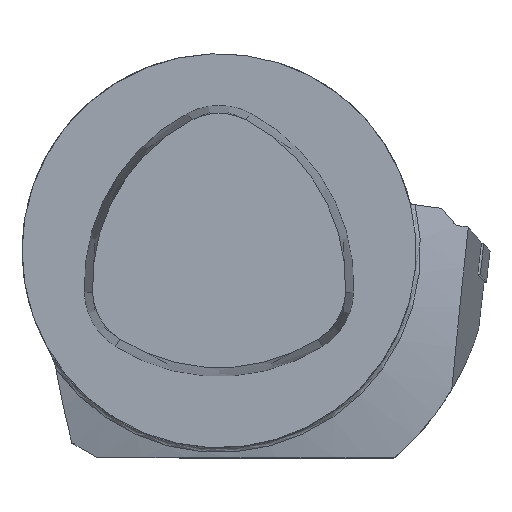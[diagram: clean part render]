
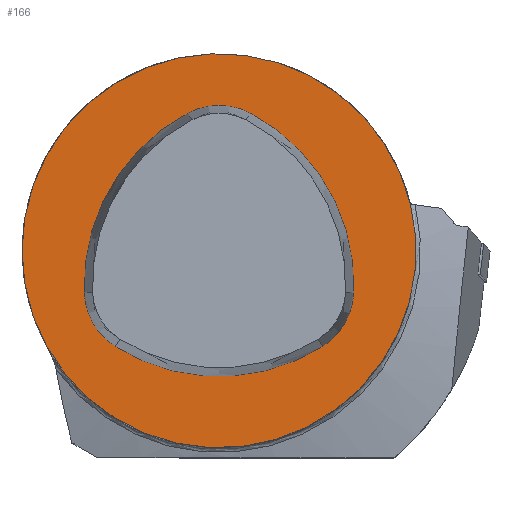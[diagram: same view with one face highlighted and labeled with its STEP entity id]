
A CAD part, top view. The second image highlights one B-rep face of the part: STEP entity #166.
In plain terms, the highlighted planar face has unit normal (0, 0, 1).
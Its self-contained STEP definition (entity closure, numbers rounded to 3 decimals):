
#112=FACE_BOUND('',#303,.T.);
#113=FACE_BOUND('',#304,.T.);
#125=CIRCLE('',#1036,40.);
#132=CIRCLE('',#1050,39.5);
#133=CIRCLE('',#1051,13.5);
#134=CIRCLE('',#1052,39.5);
#135=CIRCLE('',#1053,13.5);
#136=CIRCLE('',#1054,39.5);
#137=CIRCLE('',#1055,13.5);
#166=ADVANCED_FACE('',(#112,#113),#211,.T.);
#211=PLANE('',#1056);
#303=EDGE_LOOP('',(#462));
#304=EDGE_LOOP('',(#463,#464,#465,#466,#467,#468));
#462=ORIENTED_EDGE('',*,*,#745,.T.);
#463=ORIENTED_EDGE('',*,*,#760,.F.);
#464=ORIENTED_EDGE('',*,*,#761,.F.);
#465=ORIENTED_EDGE('',*,*,#762,.F.);
#466=ORIENTED_EDGE('',*,*,#763,.F.);
#467=ORIENTED_EDGE('',*,*,#764,.F.);
#468=ORIENTED_EDGE('',*,*,#765,.F.);
#653=VERTEX_POINT('',#1566);
#668=VERTEX_POINT('',#1599);
#669=VERTEX_POINT('',#1600);
#670=VERTEX_POINT('',#1602);
#671=VERTEX_POINT('',#1604);
#672=VERTEX_POINT('',#1606);
#673=VERTEX_POINT('',#1608);
#745=EDGE_CURVE('',#653,#653,#125,.T.);
#760=EDGE_CURVE('',#668,#669,#132,.T.);
#761=EDGE_CURVE('',#670,#668,#133,.T.);
#762=EDGE_CURVE('',#671,#670,#134,.T.);
#763=EDGE_CURVE('',#672,#671,#135,.T.);
#764=EDGE_CURVE('',#673,#672,#136,.T.);
#765=EDGE_CURVE('',#669,#673,#137,.T.);
#1036=AXIS2_PLACEMENT_3D('',#1565,#1189,#1190);
#1050=AXIS2_PLACEMENT_3D('',#1598,#1221,#1222);
#1051=AXIS2_PLACEMENT_3D('',#1601,#1223,#1224);
#1052=AXIS2_PLACEMENT_3D('',#1603,#1225,#1226);
#1053=AXIS2_PLACEMENT_3D('',#1605,#1227,#1228);
#1054=AXIS2_PLACEMENT_3D('',#1607,#1229,#1230);
#1055=AXIS2_PLACEMENT_3D('',#1609,#1231,#1232);
#1056=AXIS2_PLACEMENT_3D('',#1610,#1233,#1234);
#1189=DIRECTION('',(0.,0.,1.));
#1190=DIRECTION('',(-1.,0.,0.));
#1221=DIRECTION('',(0.,0.,1.));
#1222=DIRECTION('',(-1.,0.,0.));
#1223=DIRECTION('',(0.,0.,1.));
#1224=DIRECTION('',(-1.,0.,0.));
#1225=DIRECTION('',(0.,0.,1.));
#1226=DIRECTION('',(-1.,0.,0.));
#1227=DIRECTION('',(0.,0.,1.));
#1228=DIRECTION('',(-1.,0.,0.));
#1229=DIRECTION('',(0.,0.,1.));
#1230=DIRECTION('',(-1.,0.,0.));
#1231=DIRECTION('',(0.,0.,1.));
#1232=DIRECTION('',(-1.,0.,0.));
#1233=DIRECTION('',(0.,0.,1.));
#1234=DIRECTION('',(1.,0.,0.));
#1565=CARTESIAN_POINT('',(0.,0.,0.));
#1566=CARTESIAN_POINT('',(-40.,0.,0.));
#1598=CARTESIAN_POINT('',(-12.124,-7.,0.));
#1599=CARTESIAN_POINT('',(27.346,-8.519,0.));
#1600=CARTESIAN_POINT('',(6.295,27.942,0.));
#1601=CARTESIAN_POINT('',(13.856,-8.,0.));
#1602=CARTESIAN_POINT('',(21.051,-19.423,0.));
#1603=CARTESIAN_POINT('',(0.,14.,0.));
#1604=CARTESIAN_POINT('',(-21.051,-19.423,0.));
#1605=CARTESIAN_POINT('',(-13.856,-8.,0.));
#1606=CARTESIAN_POINT('',(-27.346,-8.519,0.));
#1607=CARTESIAN_POINT('',(12.124,-7.,0.));
#1608=CARTESIAN_POINT('',(-6.295,27.942,0.));
#1609=CARTESIAN_POINT('',(0.,16.,0.));
#1610=CARTESIAN_POINT('',(0.,0.,0.));
